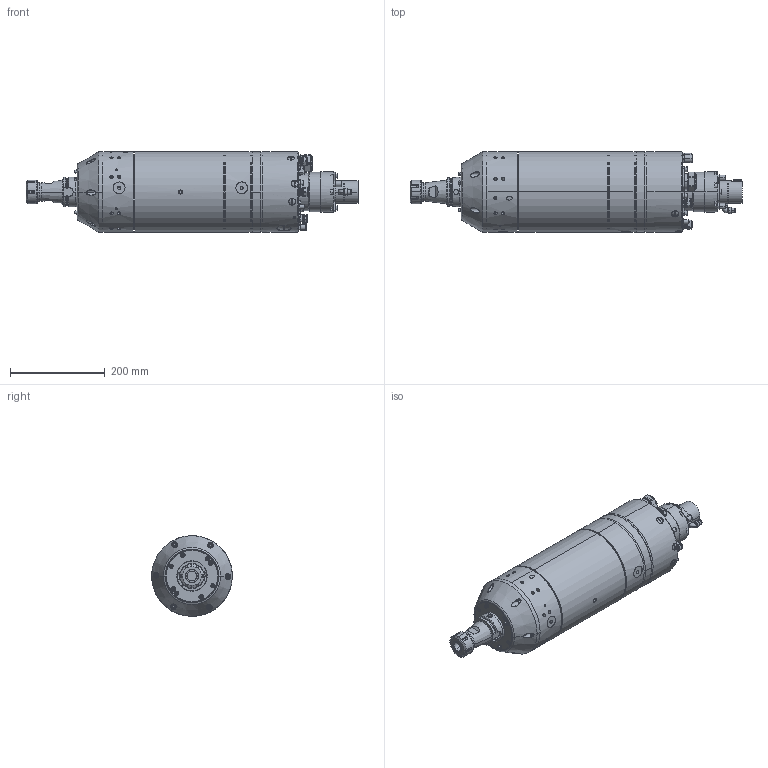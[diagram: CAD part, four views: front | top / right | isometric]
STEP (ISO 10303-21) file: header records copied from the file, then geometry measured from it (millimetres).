
FILE_DESCRIPTION (( 'STEP AP203' ), '1' );
FILE_NAME ('170AI20HIKW-00-.STEP', '2014-09-11T09:00:19', ( '' ), ( '' ), 'SwSTEP 2.0', 'SolidWorks 2014', '' );
FILE_SCHEMA (( 'CONFIG_CONTROL_DESIGN' ));
Length unit declared in the file: millimetre
Products named in the file (1): 170AI20HIKW-00-
Bounding box: 700.06 x 170 x 170 mm (x, y, z)
Surface area: 565799.3 mm2 (no closed solid volume)
Topology: 0 solids, 142 shells, 1335 faces, 4042 edges, 2834 vertices
Faces by surface type: cylinder 539, plane 518, cone 127, torus 109, bspline 24, sphere 18
Entity records: 52936 total; most frequent: CARTESIAN_POINT 16130, DIRECTION 8203, ORIENTED_EDGE 6551, EDGE_CURVE 3994, AXIS2_PLACEMENT_3D 3219, VERTEX_POINT 2822, CIRCLE 1907, VECTOR 1765
